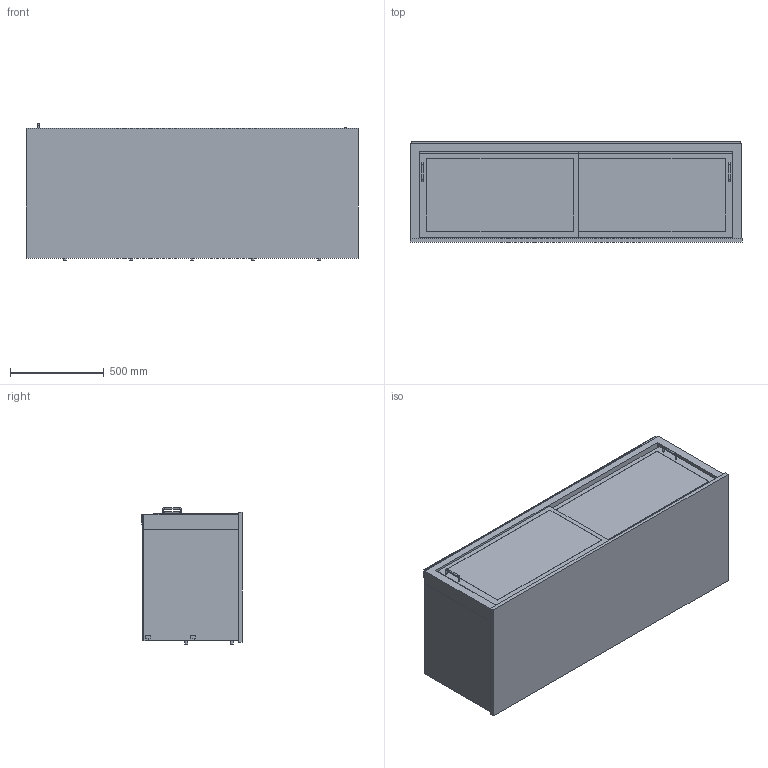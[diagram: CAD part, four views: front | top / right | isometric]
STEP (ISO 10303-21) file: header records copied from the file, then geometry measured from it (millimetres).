
FILE_DESCRIPTION(/* description */ ('Panoramaglasaufsatz ungekühlt'),/* implementation_level */ '2;1');
FILE_NAME(/* name */ '3D-AKE-00007600.stp',/* time_stamp */ '2023-05-17T09:25:20+02:00',/* author */ ('marina.schachner'),/* organization */ (''),/* preprocessor_version */ 'ST-DEVELOPER v18.1',/* originating_system */ 'Autodesk Inventor 2020',/* authorisation */ '');
FILE_SCHEMA (('AUTOMOTIVE_DESIGN { 1 0 10303 214 3 1 1 }'));
Length unit declared in the file: millimetre
Products named in the file (1): 3D-AKE-00007600
Bounding box: 1775 x 536 x 732 mm (x, y, z)
Volume: 77269660.4 mm3; surface area: 13471959.6 mm2
Topology: 44 solids, 44 shells, 329 faces, 744 edges, 504 vertices
Faces by surface type: plane 265, cylinder 50, cone 10, torus 4
Full cylindrical faces by diameter (mm): 8 x6, 15 x10
Entity records: 9201 total; most frequent: CARTESIAN_POINT 1578, DIRECTION 1560, ORIENTED_EDGE 1488, EDGE_CURVE 744, LINE 588, VECTOR 588, VERTEX_POINT 504, AXIS2_PLACEMENT_3D 486
